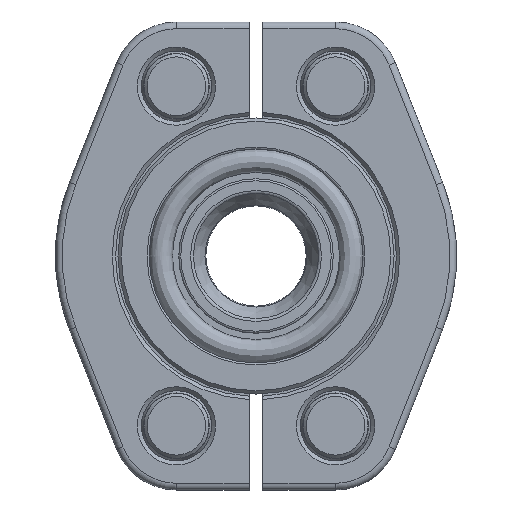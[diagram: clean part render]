
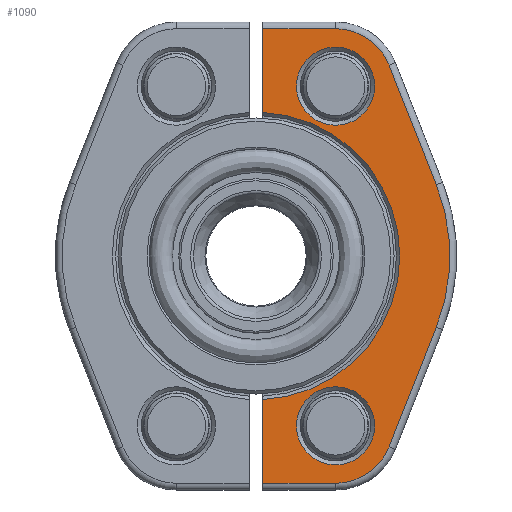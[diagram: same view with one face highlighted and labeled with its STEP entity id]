
A CAD part, left-side view. The second image highlights one B-rep face of the part: STEP entity #1090.
In plain terms, the highlighted face is planar.
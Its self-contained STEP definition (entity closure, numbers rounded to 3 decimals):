
#800=LINE('',#3127,#852);
#801=LINE('',#3130,#853);
#802=LINE('',#3134,#854);
#803=LINE('',#3136,#855);
#804=LINE('',#3140,#856);
#805=LINE('',#3144,#857);
#852=VECTOR('',#2620,1.);
#853=VECTOR('',#2621,1.);
#854=VECTOR('',#2624,1.);
#855=VECTOR('',#2625,1.);
#856=VECTOR('',#2628,1.);
#857=VECTOR('',#2631,1.);
#1027=PLANE('',#2266);
#1090=ADVANCED_FACE('',(#1228,#1229,#1230),#1027,.T.);
#1228=FACE_BOUND('',#1333,.T.);
#1229=FACE_BOUND('',#1334,.T.);
#1230=FACE_BOUND('',#1335,.T.);
#1333=EDGE_LOOP('',(#1550));
#1334=EDGE_LOOP('',(#1551));
#1335=EDGE_LOOP('',(#1552,#1553,#1554,#1555,#1556,#1557,#1558,#1559,#1560,
#1561));
#1550=ORIENTED_EDGE('',*,*,#1962,.T.);
#1551=ORIENTED_EDGE('',*,*,#1963,.T.);
#1552=ORIENTED_EDGE('',*,*,#1964,.T.);
#1553=ORIENTED_EDGE('',*,*,#1965,.T.);
#1554=ORIENTED_EDGE('',*,*,#1966,.T.);
#1555=ORIENTED_EDGE('',*,*,#1967,.T.);
#1556=ORIENTED_EDGE('',*,*,#1968,.T.);
#1557=ORIENTED_EDGE('',*,*,#1969,.T.);
#1558=ORIENTED_EDGE('',*,*,#1970,.T.);
#1559=ORIENTED_EDGE('',*,*,#1971,.T.);
#1560=ORIENTED_EDGE('',*,*,#1972,.T.);
#1561=ORIENTED_EDGE('',*,*,#1973,.T.);
#1824=VERTEX_POINT('',#3124);
#1825=VERTEX_POINT('',#3126);
#1826=VERTEX_POINT('',#3128);
#1827=VERTEX_POINT('',#3129);
#1828=VERTEX_POINT('',#3131);
#1829=VERTEX_POINT('',#3133);
#1830=VERTEX_POINT('',#3135);
#1831=VERTEX_POINT('',#3137);
#1832=VERTEX_POINT('',#3139);
#1833=VERTEX_POINT('',#3141);
#1834=VERTEX_POINT('',#3143);
#1835=VERTEX_POINT('',#3145);
#1962=EDGE_CURVE('',#1824,#1824,#2099,.T.);
#1963=EDGE_CURVE('',#1825,#1825,#2100,.T.);
#1964=EDGE_CURVE('',#1826,#1827,#800,.T.);
#1965=EDGE_CURVE('',#1827,#1828,#801,.T.);
#1966=EDGE_CURVE('',#1828,#1829,#2101,.T.);
#1967=EDGE_CURVE('',#1829,#1830,#802,.T.);
#1968=EDGE_CURVE('',#1830,#1831,#803,.T.);
#1969=EDGE_CURVE('',#1831,#1832,#2102,.T.);
#1970=EDGE_CURVE('',#1832,#1833,#804,.T.);
#1971=EDGE_CURVE('',#1833,#1834,#2103,.T.);
#1972=EDGE_CURVE('',#1834,#1835,#805,.T.);
#1973=EDGE_CURVE('',#1835,#1826,#2104,.T.);
#2099=CIRCLE('',#2260,5.85);
#2100=CIRCLE('',#2261,5.85);
#2101=CIRCLE('',#2262,21.5);
#2102=CIRCLE('',#2263,8.6);
#2103=CIRCLE('',#2264,29.);
#2104=CIRCLE('',#2265,8.6);
#2260=AXIS2_PLACEMENT_3D('',#3123,#2616,#2617);
#2261=AXIS2_PLACEMENT_3D('',#3125,#2618,#2619);
#2262=AXIS2_PLACEMENT_3D('',#3132,#2622,#2623);
#2263=AXIS2_PLACEMENT_3D('',#3138,#2626,#2627);
#2264=AXIS2_PLACEMENT_3D('',#3142,#2629,#2630);
#2265=AXIS2_PLACEMENT_3D('',#3146,#2632,#2633);
#2266=AXIS2_PLACEMENT_3D('',#3147,#2634,#2635);
#2616=DIRECTION('',(0.,0.,1.));
#2617=DIRECTION('',(-1.,0.,0.));
#2618=DIRECTION('',(0.,0.,1.));
#2619=DIRECTION('',(-1.,0.,0.));
#2620=DIRECTION('',(0.,1.,0.));
#2621=DIRECTION('',(1.,0.,0.));
#2622=DIRECTION('',(0.,0.,1.));
#2623=DIRECTION('',(-1.,0.,0.));
#2624=DIRECTION('',(1.,0.,0.));
#2625=DIRECTION('',(0.,-1.,0.));
#2626=DIRECTION('',(0.,0.,-1.));
#2627=DIRECTION('',(-1.,0.,0.));
#2628=DIRECTION('',(-0.93,-0.367,0.));
#2629=DIRECTION('',(0.,0.,-1.));
#2630=DIRECTION('',(-1.,0.,0.));
#2631=DIRECTION('',(-0.93,0.367,0.));
#2632=DIRECTION('',(0.,0.,-1.));
#2633=DIRECTION('',(-1.,0.,0.));
#2634=DIRECTION('',(0.,0.,-1.));
#2635=DIRECTION('',(-1.,0.,0.));
#3123=CARTESIAN_POINT('',(25.4,-11.9,0.));
#3124=CARTESIAN_POINT('',(19.55,-11.9,0.));
#3125=CARTESIAN_POINT('',(-25.4,-11.9,0.));
#3126=CARTESIAN_POINT('',(-31.25,-11.9,0.));
#3127=CARTESIAN_POINT('',(-34.,-11.9,0.));
#3128=CARTESIAN_POINT('',(-34.,-11.9,0.));
#3129=CARTESIAN_POINT('',(-34.,-1.,0.));
#3130=CARTESIAN_POINT('',(-42.,-1.,0.));
#3131=CARTESIAN_POINT('',(-21.477,-1.,0.));
#3132=CARTESIAN_POINT('',(0.,0.,0.));
#3133=CARTESIAN_POINT('',(21.477,-1.,0.));
#3134=CARTESIAN_POINT('',(-42.,-1.,0.));
#3135=CARTESIAN_POINT('',(34.,-1.,0.));
#3136=CARTESIAN_POINT('',(34.,-11.9,0.));
#3137=CARTESIAN_POINT('',(34.,-11.9,0.));
#3138=CARTESIAN_POINT('',(25.4,-11.9,0.));
#3139=CARTESIAN_POINT('',(28.56,-19.898,0.));
#3140=CARTESIAN_POINT('',(28.56,-19.898,0.));
#3141=CARTESIAN_POINT('',(10.655,-26.972,0.));
#3142=CARTESIAN_POINT('',(0.,0.,0.));
#3143=CARTESIAN_POINT('',(-10.655,-26.972,0.));
#3144=CARTESIAN_POINT('',(15.383,-37.258,0.));
#3145=CARTESIAN_POINT('',(-28.56,-19.898,0.));
#3146=CARTESIAN_POINT('',(-25.4,-11.9,0.));
#3147=CARTESIAN_POINT('',(25.4,-11.9,0.));
